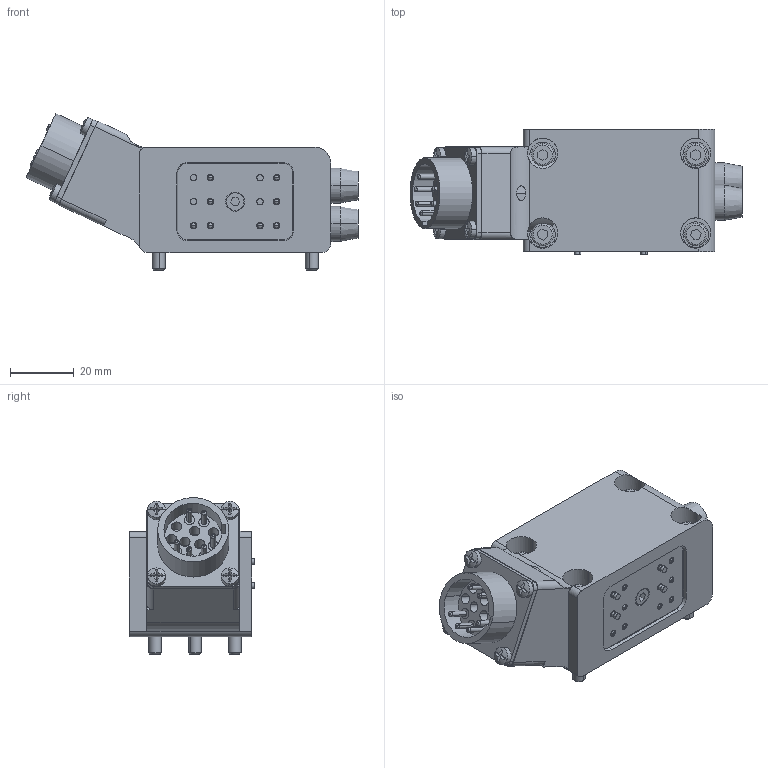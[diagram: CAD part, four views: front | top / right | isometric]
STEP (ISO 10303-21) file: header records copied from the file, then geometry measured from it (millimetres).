
FILE_DESCRIPTION (( 'STEP AP203' ), '1' );
FILE_NAME ('P1344.STEP', '2018-11-30T11:34:29', ( 'rsp' ), ( 'Hewlett-Packard Company' ), 'SwSTEP 2.0', 'SolidWorks 2017', '' );
FILE_SCHEMA (( 'CONFIG_CONTROL_DESIGN' ));
Length unit declared in the file: millimetre
Products named in the file (1): P1344
Bounding box: 104.07 x 39.26 x 49.16 mm (x, y, z)
Volume: 102260.9 mm3; surface area: 33441.3 mm2
Topology: 42 solids, 43 shells, 761 faces, 1733 edges, 1066 vertices
Faces by surface type: cylinder 308, plane 223, cone 114, torus 68, sphere 32, bspline 16
Entity records: 22759 total; most frequent: CARTESIAN_POINT 5340, DIRECTION 3958, ORIENTED_EDGE 3330, EDGE_CURVE 1665, AXIS2_PLACEMENT_3D 1636, VERTEX_POINT 1034, CIRCLE 890, EDGE_LOOP 887
